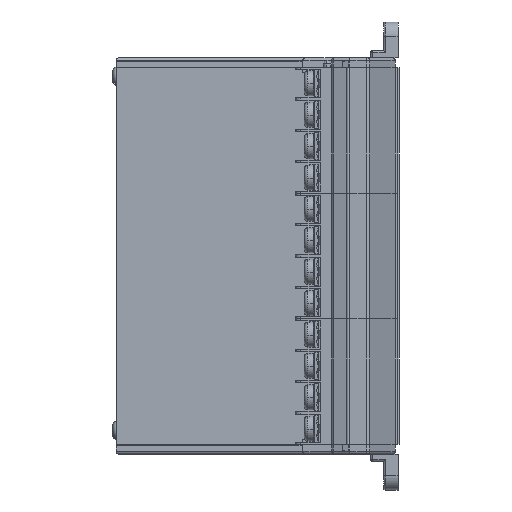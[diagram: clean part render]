
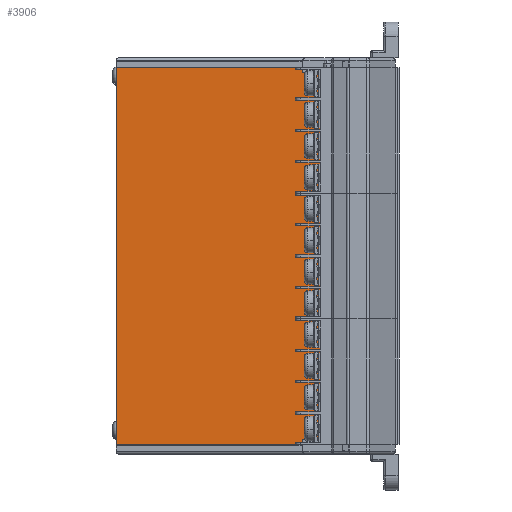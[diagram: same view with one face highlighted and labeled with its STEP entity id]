
A CAD part, left-side view. The second image highlights one B-rep face of the part: STEP entity #3906.
In plain terms, the highlighted planar face has unit normal (-1, 0, 0.002).
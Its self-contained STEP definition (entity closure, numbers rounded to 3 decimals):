
#524 = CARTESIAN_POINT ( 'NONE',  ( -34.75, 31., 0. ) ) ;
#1391 = VERTEX_POINT ( 'NONE', #16051 ) ;
#2539 = AXIS2_PLACEMENT_3D ( 'NONE', #23791, #15879, #7849 ) ;
#3648 = EDGE_LOOP ( 'NONE', ( #11454, #5585, #19597, #16498 ) ) ;
#3906 = ADVANCED_FACE ( 'NONE', ( #12792 ), #4622, .T. ) ;
#4622 = PLANE ( 'NONE',  #2539 ) ;
#5585 = ORIENTED_EDGE ( 'NONE', *, *, #8883, .F. ) ;
#6140 = CARTESIAN_POINT ( 'NONE',  ( -34.75, -31., -107. ) ) ;
#6540 = EDGE_CURVE ( 'NONE', #27152, #28584, #18583, .T. ) ;
#7215 = EDGE_CURVE ( 'NONE', #16386, #1391, #26214, .T. ) ;
#7849 = DIRECTION ( 'NONE',  ( 0., 0., 1. ) ) ;
#8883 = EDGE_CURVE ( 'NONE', #27152, #16386, #19478, .T. ) ;
#11454 = ORIENTED_EDGE ( 'NONE', *, *, #7215, .F. ) ;
#11474 = DIRECTION ( 'NONE',  ( 0., 0., 1. ) ) ;
#12792 = FACE_OUTER_BOUND ( 'NONE', #3648, .T. ) ;
#13020 = VECTOR ( 'NONE', #34896, 1000. ) ;
#13397 = VECTOR ( 'NONE', #33360, 1000. ) ;
#14943 = VECTOR ( 'NONE', #20021, 1000. ) ;
#15879 = DIRECTION ( 'NONE',  ( -1., 0., 0. ) ) ;
#16051 = CARTESIAN_POINT ( 'NONE',  ( -34.75, -31., 0. ) ) ;
#16386 = VERTEX_POINT ( 'NONE', #524 ) ;
#16498 = ORIENTED_EDGE ( 'NONE', *, *, #24175, .T. ) ;
#18583 = LINE ( 'NONE', #21571, #13020 ) ;
#19478 = LINE ( 'NONE', #30588, #30985 ) ;
#19597 = ORIENTED_EDGE ( 'NONE', *, *, #6540, .T. ) ;
#20021 = DIRECTION ( 'NONE',  ( 0., 0., 1. ) ) ;
#21571 = CARTESIAN_POINT ( 'NONE',  ( -34.75, 31., -107. ) ) ;
#21761 = CARTESIAN_POINT ( 'NONE',  ( -34.75, 31., -107. ) ) ;
#22211 = LINE ( 'NONE', #6140, #14943 ) ;
#23791 = CARTESIAN_POINT ( 'NONE',  ( -34.75, 31., -107. ) ) ;
#24175 = EDGE_CURVE ( 'NONE', #28584, #1391, #22211, .T. ) ;
#25717 = CARTESIAN_POINT ( 'NONE',  ( -34.75, -31., -107. ) ) ;
#26214 = LINE ( 'NONE', #33240, #13397 ) ;
#27152 = VERTEX_POINT ( 'NONE', #21761 ) ;
#28584 = VERTEX_POINT ( 'NONE', #25717 ) ;
#30588 = CARTESIAN_POINT ( 'NONE',  ( -34.75, 31., -107. ) ) ;
#30985 = VECTOR ( 'NONE', #11474, 1000. ) ;
#33240 = CARTESIAN_POINT ( 'NONE',  ( -34.75, 31., 0. ) ) ;
#33360 = DIRECTION ( 'NONE',  ( 0., -1., 0. ) ) ;
#34896 = DIRECTION ( 'NONE',  ( 0., -1., 0. ) ) ;
